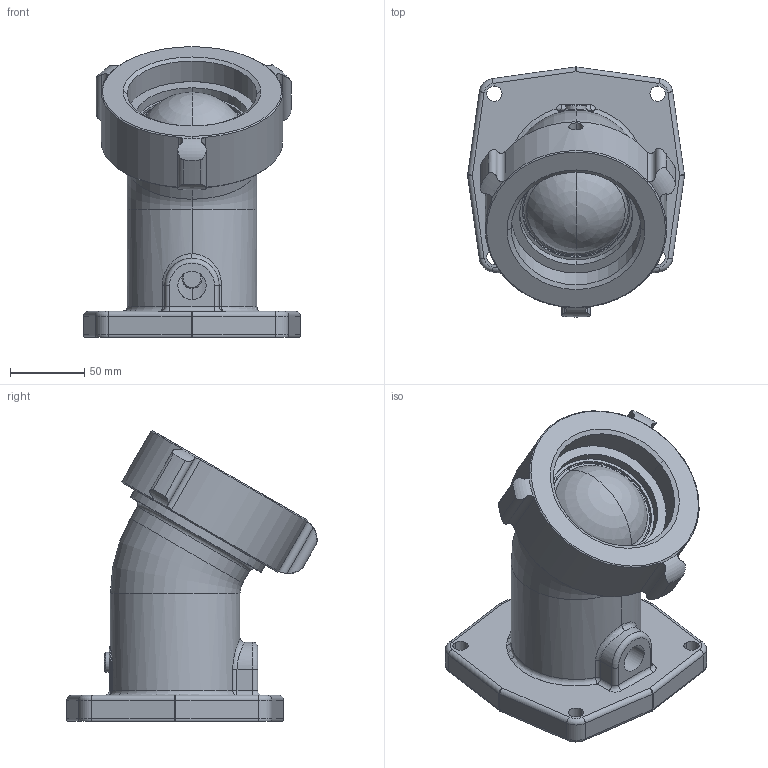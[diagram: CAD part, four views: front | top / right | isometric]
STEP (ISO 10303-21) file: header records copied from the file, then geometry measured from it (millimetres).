
FILE_DESCRIPTION((''),'2;1');
FILE_NAME('78300143_SW0001','2010-07-16T',('sobri'),(''),'PRO/ENGINEER BY PARAMETRIC TECHNOLOGY CORPORATION, 2008010','PRO/ENGINEER BY PARAMETRIC TECHNOLOGY CORPORATION, 2008010','');
FILE_SCHEMA(('CONFIG_CONTROL_DESIGN'));
Length unit declared in the file: inch
Products named in the file (1): 78300143_SW0001
Bounding box: 145.98 x 168.66 x 195.79 mm (x, y, z)
Volume: 708634.6 mm3; surface area: 170663 mm2
Topology: 1 solids, 1 shells, 232 faces, 549 edges, 329 vertices
Faces by surface type: cylinder 109, plane 43, torus 40, cone 16, sphere 14, bspline 10
Entity records: 8782 total; most frequent: CARTESIAN_POINT 3388, DIRECTION 1181, ORIENTED_EDGE 1090, EDGE_CURVE 545, AXIS2_PLACEMENT_3D 495, VERTEX_POINT 329, CIRCLE 273, EDGE_LOOP 258
